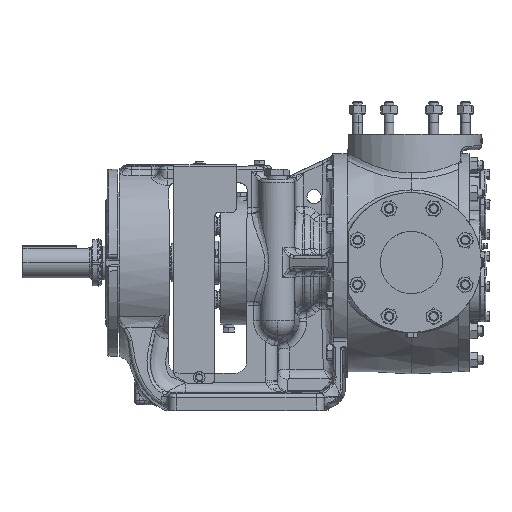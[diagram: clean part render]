
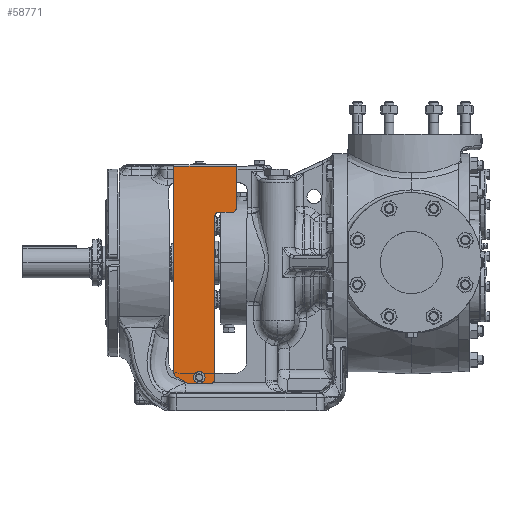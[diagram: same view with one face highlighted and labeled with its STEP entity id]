
A CAD part, top view. The second image highlights one B-rep face of the part: STEP entity #58771.
In plain terms, the highlighted planar face has unit normal (0, 0, 1).
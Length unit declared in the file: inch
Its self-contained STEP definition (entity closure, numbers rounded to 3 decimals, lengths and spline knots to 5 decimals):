
#217 = DIRECTION ( 'NONE',  ( 0., 0., 1. ) ) ;
#1102 = EDGE_CURVE ( 'NONE', #132557, #225265, #136841, .T. ) ;
#4772 = LINE ( 'NONE', #175700, #183426 ) ;
#5227 = LINE ( 'NONE', #174498, #189497 ) ;
#12788 = VECTOR ( 'NONE', #120806, 39.37008 ) ;
#13892 = CARTESIAN_POINT ( 'NONE',  ( -9.60543, -7.02638, 3.81 ) ) ;
#13952 = CARTESIAN_POINT ( 'NONE',  ( -11.13, -7.76, 3.81 ) ) ;
#14529 = CARTESIAN_POINT ( 'NONE',  ( -8.25, 2.99, 3.81 ) ) ;
#14550 = VERTEX_POINT ( 'NONE', #110455 ) ;
#14594 = LINE ( 'NONE', #13952, #12788 ) ;
#17429 = DIRECTION ( 'NONE',  ( 0., -1., 0. ) ) ;
#17582 = LINE ( 'NONE', #94506, #201802 ) ;
#18185 = DIRECTION ( 'NONE',  ( 0., 0., 1. ) ) ;
#19185 = EDGE_CURVE ( 'NONE', #14550, #48675, #51392, .T. ) ;
#20567 = FACE_OUTER_BOUND ( 'NONE', #214063, .T. ) ;
#20996 = FACE_BOUND ( 'NONE', #210797, .T. ) ;
#22859 = DIRECTION ( 'NONE',  ( 0., 1., 0. ) ) ;
#27788 = AXIS2_PLACEMENT_3D ( 'NONE', #107014, #217, #124972 ) ;
#31521 = VERTEX_POINT ( 'NONE', #221817 ) ;
#32488 = DIRECTION ( 'NONE',  ( 0., -1., 0. ) ) ;
#34038 = CIRCLE ( 'NONE', #27788, 0.25 ) ;
#38772 = EDGE_CURVE ( 'NONE', #186389, #152778, #105638, .T. ) ;
#41894 = VERTEX_POINT ( 'NONE', #212362 ) ;
#43222 = CARTESIAN_POINT ( 'NONE',  ( -9.869, -7.38, 3.81 ) ) ;
#43239 = VERTEX_POINT ( 'NONE', #208591 ) ;
#47523 = LINE ( 'NONE', #159732, #94881 ) ;
#48675 = VERTEX_POINT ( 'NONE', #115168 ) ;
#50993 = CARTESIAN_POINT ( 'NONE',  ( -9.39457, -7.02638, 3.81 ) ) ;
#51392 = CIRCLE ( 'NONE', #73858, 0.25 ) ;
#53781 = EDGE_CURVE ( 'NONE', #120852, #162585, #92097, .T. ) ;
#54317 = AXIS2_PLACEMENT_3D ( 'NONE', #125034, #18185, #142962 ) ;
#54487 = CARTESIAN_POINT ( 'NONE',  ( -7.13, 6.211, 3.81 ) ) ;
#55924 = DIRECTION ( 'NONE',  ( 0., 0., 1. ) ) ;
#56145 = CARTESIAN_POINT ( 'NONE',  ( -7.13, -7.76, 3.81 ) ) ;
#56258 = CARTESIAN_POINT ( 'NONE',  ( -10.19699, -7.51, 3.81 ) ) ;
#58771 = ADVANCED_FACE ( 'NONE', ( #20996, #20567 ), #73308, .T. ) ;
#65421 = EDGE_CURVE ( 'NONE', #107109, #31521, #178853, .T. ) ;
#66059 = AXIS2_PLACEMENT_3D ( 'NONE', #191234, #187899, #187085 ) ;
#67180 = EDGE_CURVE ( 'NONE', #14550, #152778, #14594, .T. ) ;
#68651 = CIRCLE ( 'NONE', #89958, 0.25 ) ;
#68748 = DIRECTION ( 'NONE',  ( 0., 0., 1. ) ) ;
#69509 = CARTESIAN_POINT ( 'NONE',  ( -11.13, 6.211, 3.81 ) ) ;
#71582 = CIRCLE ( 'NONE', #54317, 0.369 ) ;
#73308 = PLANE ( 'NONE',  #160105 ) ;
#73858 = AXIS2_PLACEMENT_3D ( 'NONE', #231286, #124303, #17429 ) ;
#74063 = DIRECTION ( 'NONE',  ( 0., -1., 0. ) ) ;
#74167 = DIRECTION ( 'NONE',  ( 0., -1., 0. ) ) ;
#74655 = EDGE_CURVE ( 'NONE', #41894, #186389, #229426, .T. ) ;
#79354 = EDGE_CURVE ( 'NONE', #132557, #31521, #4772, .T. ) ;
#82025 = CIRCLE ( 'NONE', #149773, 0.369 ) ;
#82575 = ORIENTED_EDGE ( 'NONE', *, *, #136690, .F. ) ;
#82755 = DIRECTION ( 'NONE',  ( 0., 0., 1. ) ) ;
#83535 = EDGE_CURVE ( 'NONE', #107109, #48675, #17582, .T. ) ;
#87121 = DIRECTION ( 'NONE',  ( -1., 0., 0. ) ) ;
#89958 = AXIS2_PLACEMENT_3D ( 'NONE', #14529, #139230, #32488 ) ;
#90931 = ORIENTED_EDGE ( 'NONE', *, *, #107342, .F. ) ;
#92097 = CIRCLE ( 'NONE', #188874, 0.155 ) ;
#93725 = CARTESIAN_POINT ( 'NONE',  ( -7.13, 6.211, 3.81 ) ) ;
#94506 = CARTESIAN_POINT ( 'NONE',  ( -7.91349, -9.11705, 3.81 ) ) ;
#94881 = VECTOR ( 'NONE', #141790, 39.37008 ) ;
#96412 = EDGE_CURVE ( 'NONE', #121807, #120852, #146023, .T. ) ;
#101026 = ORIENTED_EDGE ( 'NONE', *, *, #53781, .F. ) ;
#105334 = VERTEX_POINT ( 'NONE', #195309 ) ;
#105638 = LINE ( 'NONE', #93725, #106544 ) ;
#106544 = VECTOR ( 'NONE', #111563, 39.37008 ) ;
#107014 = CARTESIAN_POINT ( 'NONE',  ( -7.38, 3.49, 3.81 ) ) ;
#107109 = VERTEX_POINT ( 'NONE', #223218 ) ;
#107342 = EDGE_CURVE ( 'NONE', #43239, #225265, #47523, .T. ) ;
#109650 = ORIENTED_EDGE ( 'NONE', *, *, #96412, .F. ) ;
#110455 = CARTESIAN_POINT ( 'NONE',  ( -11.13, -7.11566, 3.81 ) ) ;
#111563 = DIRECTION ( 'NONE',  ( -1., 0., 0. ) ) ;
#115168 = CARTESIAN_POINT ( 'NONE',  ( -11.005, -7.33217, 3.81 ) ) ;
#116433 = ORIENTED_EDGE ( 'NONE', *, *, #117993, .F. ) ;
#117993 = EDGE_CURVE ( 'NONE', #209987, #121807, #82025, .T. ) ;
#120806 = DIRECTION ( 'NONE',  ( 0., 1., 0. ) ) ;
#120852 = VERTEX_POINT ( 'NONE', #50993 ) ;
#121063 = CARTESIAN_POINT ( 'NONE',  ( -7.38, 3.24, 3.81 ) ) ;
#121807 = VERTEX_POINT ( 'NONE', #213886 ) ;
#123543 = ORIENTED_EDGE ( 'NONE', *, *, #230164, .F. ) ;
#124303 = DIRECTION ( 'NONE',  ( 0., 0., 1. ) ) ;
#124972 = DIRECTION ( 'NONE',  ( 0., -1., 0. ) ) ;
#125034 = CARTESIAN_POINT ( 'NONE',  ( -9.5, -7.38, 3.81 ) ) ;
#128754 = VECTOR ( 'NONE', #22859, 39.37008 ) ;
#130314 = DIRECTION ( 'NONE',  ( -0.866, 0.5, 0. ) ) ;
#131872 = ORIENTED_EDGE ( 'NONE', *, *, #206183, .T. ) ;
#132557 = VERTEX_POINT ( 'NONE', #214874 ) ;
#136690 = EDGE_CURVE ( 'NONE', #162585, #209987, #71582, .T. ) ;
#136841 = CIRCLE ( 'NONE', #66059, 0.25 ) ;
#139119 = AXIS2_PLACEMENT_3D ( 'NONE', #56258, #180984, #74167 ) ;
#139230 = DIRECTION ( 'NONE',  ( 0., 0., -1. ) ) ;
#141026 = ORIENTED_EDGE ( 'NONE', *, *, #74655, .T. ) ;
#141790 = DIRECTION ( 'NONE',  ( 0., -1., 0. ) ) ;
#142962 = DIRECTION ( 'NONE',  ( 0., -1., 0. ) ) ;
#143018 = ORIENTED_EDGE ( 'NONE', *, *, #1102, .T. ) ;
#146023 = CIRCLE ( 'NONE', #225566, 0.369 ) ;
#149773 = AXIS2_PLACEMENT_3D ( 'NONE', #189528, #82755, #207439 ) ;
#149993 = ORIENTED_EDGE ( 'NONE', *, *, #38772, .T. ) ;
#152778 = VERTEX_POINT ( 'NONE', #69509 ) ;
#155656 = ORIENTED_EDGE ( 'NONE', *, *, #159626, .T. ) ;
#159626 = EDGE_CURVE ( 'NONE', #43239, #105334, #68651, .T. ) ;
#159732 = CARTESIAN_POINT ( 'NONE',  ( -8.5, 3.24, 3.81 ) ) ;
#160105 = AXIS2_PLACEMENT_3D ( 'NONE', #56145, #180876, #74063 ) ;
#162585 = VERTEX_POINT ( 'NONE', #13892 ) ;
#162611 = CARTESIAN_POINT ( 'NONE',  ( -9.5, -7.38, 3.81 ) ) ;
#167923 = ORIENTED_EDGE ( 'NONE', *, *, #79354, .F. ) ;
#174498 = CARTESIAN_POINT ( 'NONE',  ( -8.5, 3.24, 3.81 ) ) ;
#175553 = CARTESIAN_POINT ( 'NONE',  ( -9.5, -7.14, 3.81 ) ) ;
#175700 = CARTESIAN_POINT ( 'NONE',  ( -7.13, -7.76, 3.81 ) ) ;
#177779 = ORIENTED_EDGE ( 'NONE', *, *, #67180, .F. ) ;
#178677 = ORIENTED_EDGE ( 'NONE', *, *, #19185, .T. ) ;
#178853 = CIRCLE ( 'NONE', #139119, 0.25 ) ;
#180652 = DIRECTION ( 'NONE',  ( 0., -1., 0. ) ) ;
#180876 = DIRECTION ( 'NONE',  ( 0., 0., 1. ) ) ;
#180984 = DIRECTION ( 'NONE',  ( 0., 0., 1. ) ) ;
#183426 = VECTOR ( 'NONE', #193641, 39.37008 ) ;
#186308 = ORIENTED_EDGE ( 'NONE', *, *, #83535, .F. ) ;
#186389 = VERTEX_POINT ( 'NONE', #54487 ) ;
#187085 = DIRECTION ( 'NONE',  ( 0., -1., 0. ) ) ;
#187899 = DIRECTION ( 'NONE',  ( 0., 0., 1. ) ) ;
#188874 = AXIS2_PLACEMENT_3D ( 'NONE', #175553, #68748, #193503 ) ;
#189497 = VECTOR ( 'NONE', #87121, 39.37008 ) ;
#189528 = CARTESIAN_POINT ( 'NONE',  ( -9.5, -7.38, 3.81 ) ) ;
#191234 = CARTESIAN_POINT ( 'NONE',  ( -8.75, -7.51, 3.81 ) ) ;
#193503 = DIRECTION ( 'NONE',  ( 1., 0., 0. ) ) ;
#193641 = DIRECTION ( 'NONE',  ( -1., 0., 0. ) ) ;
#195309 = CARTESIAN_POINT ( 'NONE',  ( -8.25, 3.24, 3.81 ) ) ;
#201802 = VECTOR ( 'NONE', #130314, 39.37008 ) ;
#206183 = EDGE_CURVE ( 'NONE', #220522, #41894, #34038, .T. ) ;
#207439 = DIRECTION ( 'NONE',  ( 0., -1., 0. ) ) ;
#208591 = CARTESIAN_POINT ( 'NONE',  ( -8.5, 2.99, 3.81 ) ) ;
#209987 = VERTEX_POINT ( 'NONE', #43222 ) ;
#210797 = EDGE_LOOP ( 'NONE', ( #82575, #101026, #109650, #116433 ) ) ;
#212362 = CARTESIAN_POINT ( 'NONE',  ( -7.13, 3.49, 3.81 ) ) ;
#213424 = ORIENTED_EDGE ( 'NONE', *, *, #65421, .T. ) ;
#213886 = CARTESIAN_POINT ( 'NONE',  ( -9.131, -7.38, 3.81 ) ) ;
#214063 = EDGE_LOOP ( 'NONE', ( #123543, #131872, #141026, #149993, #177779, #178677, #186308, #213424, #167923, #143018, #90931, #155656 ) ) ;
#214874 = CARTESIAN_POINT ( 'NONE',  ( -8.75, -7.76, 3.81 ) ) ;
#217156 = CARTESIAN_POINT ( 'NONE',  ( -7.13, -7.76, 3.81 ) ) ;
#220522 = VERTEX_POINT ( 'NONE', #121063 ) ;
#221817 = CARTESIAN_POINT ( 'NONE',  ( -10.19699, -7.76, 3.81 ) ) ;
#223218 = CARTESIAN_POINT ( 'NONE',  ( -10.32199, -7.72651, 3.81 ) ) ;
#225265 = VERTEX_POINT ( 'NONE', #225923 ) ;
#225566 = AXIS2_PLACEMENT_3D ( 'NONE', #162611, #55924, #180652 ) ;
#225923 = CARTESIAN_POINT ( 'NONE',  ( -8.5, -7.51, 3.81 ) ) ;
#229426 = LINE ( 'NONE', #217156, #128754 ) ;
#230164 = EDGE_CURVE ( 'NONE', #220522, #105334, #5227, .T. ) ;
#231286 = CARTESIAN_POINT ( 'NONE',  ( -10.88, -7.11566, 3.81 ) ) ;
